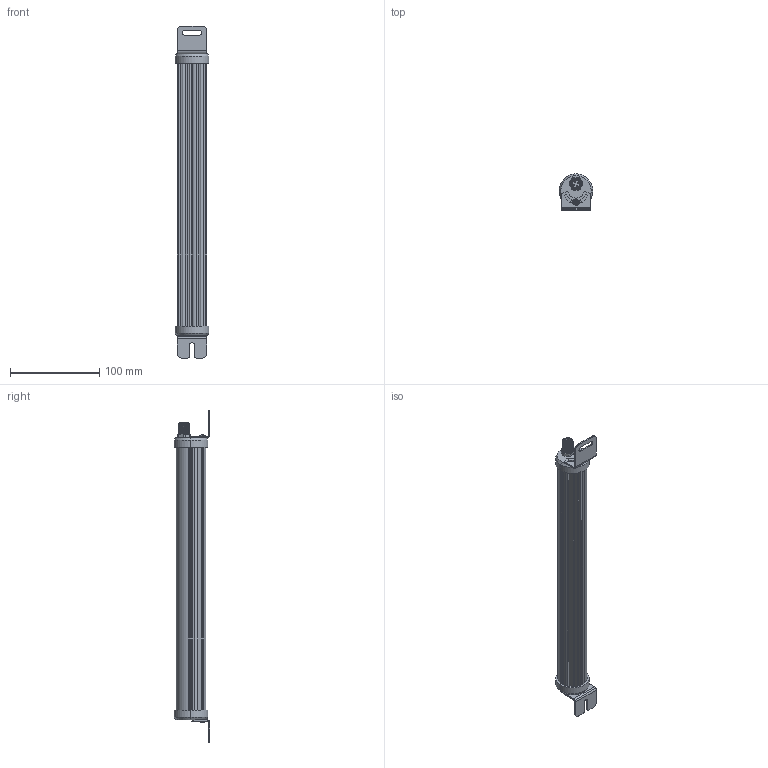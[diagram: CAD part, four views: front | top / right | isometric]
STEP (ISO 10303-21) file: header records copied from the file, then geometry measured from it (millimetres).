
FILE_DESCRIPTION(('STEP AP214'),'1');
FILE_NAME('LMM-370-MW_STEP.stp','2019-03-26T10:55:51',(' '),(' '),'Spatial InterOp 3D',' ',' ');
FILE_SCHEMA(('AUTOMOTIVE_DESIGN { 1 0 10303 214 1 1 1 1 }'));
Length unit declared in the file: metre
Products named in the file (8): LMM-370-MW_STEP; PMMA Cover; Aluminium heatsink; Cap 1; Cap 2; M12 Connector; Mounting bracket 1; Mounting bracket 2
Assembly tree (7 placements, depth 2):
  LMM-370-MW_STEP
    PMMA Cover
    Aluminium heatsink
    Cap 1
    Cap 2
    M12 Connector
    Mounting bracket 1
    Mounting bracket 2
Bounding box: 38 x 40.31 x 372.3 mm (x, y, z)
Volume: 246453.3 mm3; surface area: 91033.5 mm2
Topology: 9 solids, 9 shells, 332 faces, 886 edges, 578 vertices
Faces by surface type: cylinder 181, plane 107, torus 25, cone 11, sphere 4, bspline 4
Entity records: 15668 total; most frequent: CARTESIAN_POINT 4319, DIRECTION 1868, ORIENTED_EDGE 1756, EDGE_CURVE 878, AXIS2_PLACEMENT_3D 729, VERTEX_POINT 578, LINE 410, VECTOR 410
